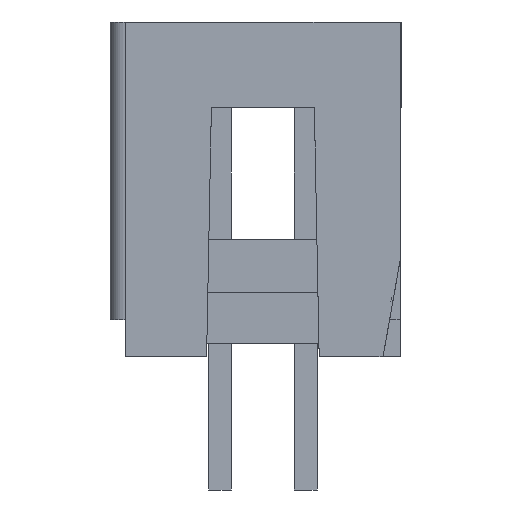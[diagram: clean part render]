
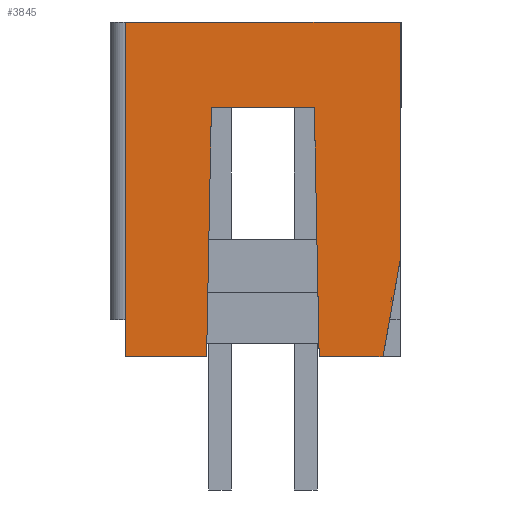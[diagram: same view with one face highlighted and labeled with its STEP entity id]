
A CAD part, left-side view. The second image highlights one B-rep face of the part: STEP entity #3845.
In plain terms, the highlighted planar face has unit normal (-1, 0, 0).
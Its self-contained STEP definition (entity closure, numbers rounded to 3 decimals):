
#3599=CARTESIAN_POINT('',(-10.008,-1.665,0.0));
#3600=VERTEX_POINT('',#3599);
#3601=CARTESIAN_POINT('',(-10.008,-1.524,7.366));
#3602=VERTEX_POINT('',#3601);
#3603=CARTESIAN_POINT('',(-10.008,-1.665,0.));
#3604=DIRECTION('',(0.0,0.019,1.));
#3605=VECTOR('',#3604,7.367);
#3606=LINE('',#3603,#3605);
#3607=EDGE_CURVE('',#3600,#3602,#3606,.T.);
#3719=CARTESIAN_POINT('',(-10.008,1.524,7.366));
#3720=VERTEX_POINT('',#3719);
#3727=CARTESIAN_POINT('',(-10.008,1.665,0.0));
#3728=VERTEX_POINT('',#3727);
#3729=CARTESIAN_POINT('',(-10.008,1.665,0.));
#3730=DIRECTION('',(0.0,-0.019,1.));
#3731=VECTOR('',#3730,7.367);
#3732=LINE('',#3729,#3731);
#3733=EDGE_CURVE('',#3728,#3720,#3732,.T.);
#3784=CARTESIAN_POINT('',(-10.008,4.47,-0.495));
#3785=DIRECTION('',(-1.0,0.0,0.0));
#3786=DIRECTION('',(0.0,0.0,1.0));
#3787=AXIS2_PLACEMENT_3D('',#3784,#3785,#3786);
#3788=PLANE('',#3787);
#3789=CARTESIAN_POINT('',(-10.008,-4.064,2.881));
#3790=VERTEX_POINT('',#3789);
#3791=CARTESIAN_POINT('',(-10.008,-4.064,9.906));
#3792=VERTEX_POINT('',#3791);
#3793=CARTESIAN_POINT('',(-10.008,-4.064,2.881));
#3794=DIRECTION('',(0.0,0.0,1.0));
#3795=VECTOR('',#3794,7.025);
#3796=LINE('',#3793,#3795);
#3797=EDGE_CURVE('',#3790,#3792,#3796,.T.);
#3798=ORIENTED_EDGE('',*,*,#3797,.T.);
#3799=CARTESIAN_POINT('',(-10.008,4.064,9.906));
#3800=VERTEX_POINT('',#3799);
#3801=CARTESIAN_POINT('',(-10.008,4.064,9.906));
#3802=DIRECTION('',(0.0,-1.0,0.0));
#3803=VECTOR('',#3802,8.128);
#3804=LINE('',#3801,#3803);
#3805=EDGE_CURVE('',#3800,#3792,#3804,.T.);
#3806=ORIENTED_EDGE('',*,*,#3805,.F.);
#3807=CARTESIAN_POINT('',(-10.008,4.064,0.0));
#3808=VERTEX_POINT('',#3807);
#3809=CARTESIAN_POINT('',(-10.008,4.064,9.906));
#3810=DIRECTION('',(0.0,0.0,-1.0));
#3811=VECTOR('',#3810,9.906);
#3812=LINE('',#3809,#3811);
#3813=EDGE_CURVE('',#3800,#3808,#3812,.T.);
#3814=ORIENTED_EDGE('',*,*,#3813,.T.);
#3815=CARTESIAN_POINT('',(-10.008,4.064,0.0));
#3816=DIRECTION('',(0.0,-1.0,0.0));
#3817=VECTOR('',#3816,2.399);
#3818=LINE('',#3815,#3817);
#3819=EDGE_CURVE('',#3808,#3728,#3818,.T.);
#3820=ORIENTED_EDGE('',*,*,#3819,.T.);
#3821=ORIENTED_EDGE('',*,*,#3733,.T.);
#3822=CARTESIAN_POINT('',(-10.008,1.524,7.366));
#3823=DIRECTION('',(0.0,-1.0,0.0));
#3824=VECTOR('',#3823,3.048);
#3825=LINE('',#3822,#3824);
#3826=EDGE_CURVE('',#3720,#3602,#3825,.T.);
#3827=ORIENTED_EDGE('',*,*,#3826,.T.);
#3828=ORIENTED_EDGE('',*,*,#3607,.F.);
#3829=CARTESIAN_POINT('',(-10.008,-3.556,0.0));
#3830=VERTEX_POINT('',#3829);
#3831=CARTESIAN_POINT('',(-10.008,-1.665,0.0));
#3832=DIRECTION('',(0.0,-1.0,0.0));
#3833=VECTOR('',#3832,1.891);
#3834=LINE('',#3831,#3833);
#3835=EDGE_CURVE('',#3600,#3830,#3834,.T.);
#3836=ORIENTED_EDGE('',*,*,#3835,.T.);
#3837=CARTESIAN_POINT('',(-10.008,-4.064,2.881));
#3838=DIRECTION('',(0.0,0.174,-0.985));
#3839=VECTOR('',#3838,2.925);
#3840=LINE('',#3837,#3839);
#3841=EDGE_CURVE('',#3790,#3830,#3840,.T.);
#3842=ORIENTED_EDGE('',*,*,#3841,.F.);
#3843=EDGE_LOOP('',(#3798,#3806,#3814,#3820,#3821,#3827,#3828,#3836,#3842));
#3844=FACE_OUTER_BOUND('',#3843,.T.);
#3845=ADVANCED_FACE('',(#3844),#3788,.T.);
